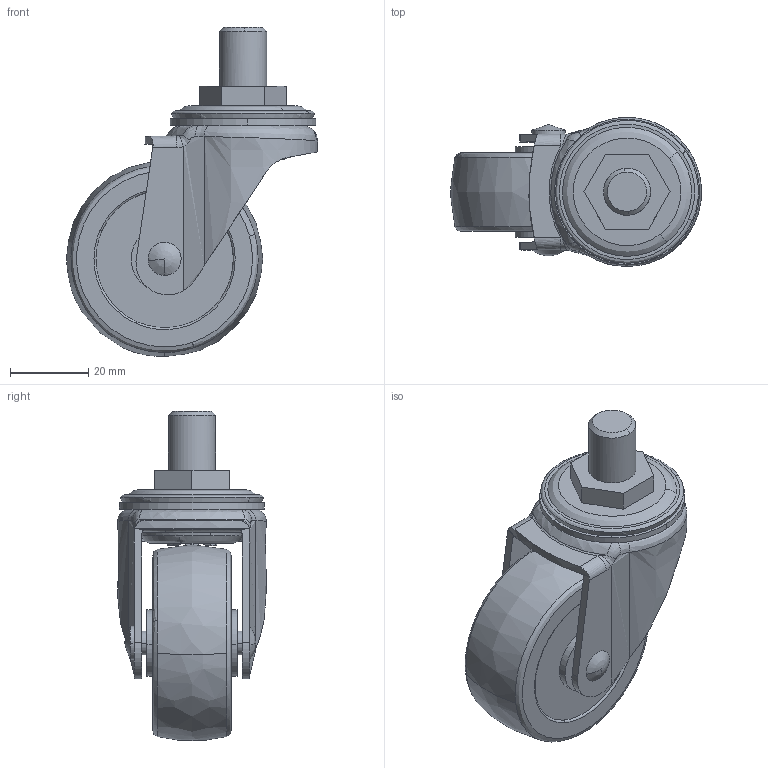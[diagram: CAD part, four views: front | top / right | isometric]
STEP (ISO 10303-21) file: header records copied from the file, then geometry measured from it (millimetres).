
FILE_DESCRIPTION((''),'2;1');
FILE_NAME('','2005-12-15T16:41:25',(''),(''),'','CADfix','');
FILE_SCHEMA(('AUTOMOTIVE_DESIGN'));
Length unit declared in the file: millimetre
Products named in the file (5): wheel; main shaft; body; axle; No_304_23410_36
Assembly tree (4 placements, depth 2):
  No_304_23410_36
    wheel
    main shaft
    body
    axle
Bounding box: 63.99 x 37.99 x 83.88 mm (x, y, z)
Volume: 56168.2 mm3; surface area: 19302.6 mm2
Topology: 4 solids, 4 shells, 158 faces, 467 edges, 329 vertices
Faces by surface type: bspline 158
Entity records: 7755 total; most frequent: CARTESIAN_POINT 5143, ORIENTED_EDGE 930, EDGE_CURVE 465, VERTEX_POINT 329, EDGE_LOOP 180, FACE_OUTER_BOUND 158, ADVANCED_FACE 158, QUASI_UNIFORM_CURVE 114
